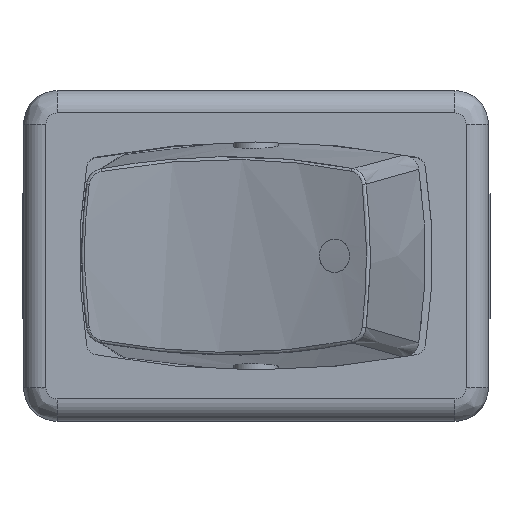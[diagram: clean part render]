
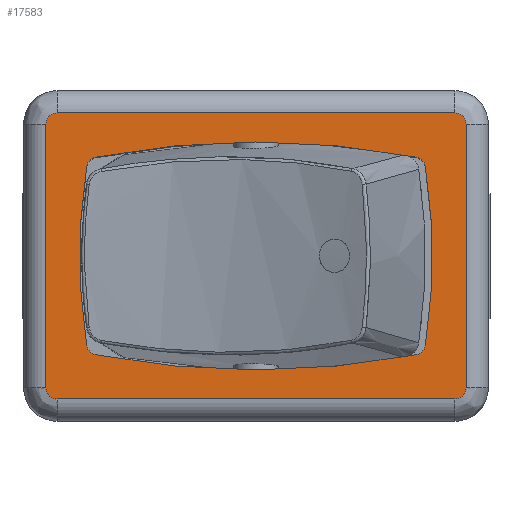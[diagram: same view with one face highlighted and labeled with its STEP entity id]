
A CAD part, top view. The second image highlights one B-rep face of the part: STEP entity #17583.
In plain terms, the highlighted planar face has unit normal (0, 0, 1).
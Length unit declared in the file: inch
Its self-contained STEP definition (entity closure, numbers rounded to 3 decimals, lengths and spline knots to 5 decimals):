
#124=CIRCLE('',#18236,1.50394);
#126=CIRCLE('',#18239,0.01969);
#128=CIRCLE('',#18242,0.98425);
#130=CIRCLE('',#18245,0.01969);
#132=CIRCLE('',#18248,1.50394);
#134=CIRCLE('',#18251,0.01969);
#136=CIRCLE('',#18254,0.98425);
#138=CIRCLE('',#18257,0.01969);
#142=CIRCLE('',#18263,0.01969);
#146=CIRCLE('',#18267,0.01969);
#150=CIRCLE('',#18273,0.01969);
#154=CIRCLE('',#18277,0.01969);
#271=FACE_BOUND('',#2959,.T.);
#1985=FACE_OUTER_BOUND('',#2958,.T.);
#2958=EDGE_LOOP('',(#14857,#14858,#14859,#14860,#14861,#14862,#14863,#14864));
#2959=EDGE_LOOP('',(#14865,#14866,#14867,#14868,#14869,#14870,#14871,#14872));
#4608=LINE('',#29612,#6305);
#4610=LINE('',#29648,#6307);
#4613=LINE('',#29655,#6310);
#4615=LINE('',#29686,#6312);
#6305=VECTOR('',#21086,0.3937);
#6307=VECTOR('',#21106,0.3937);
#6310=VECTOR('',#21113,0.3937);
#6312=VECTOR('',#21129,0.3937);
#7888=VERTEX_POINT('',#29562);
#7889=VERTEX_POINT('',#29564);
#7891=VERTEX_POINT('',#29570);
#7893=VERTEX_POINT('',#29576);
#7895=VERTEX_POINT('',#29582);
#7897=VERTEX_POINT('',#29588);
#7899=VERTEX_POINT('',#29594);
#7901=VERTEX_POINT('',#29600);
#7903=VERTEX_POINT('',#29609);
#7904=VERTEX_POINT('',#29611);
#7907=VERTEX_POINT('',#29626);
#7908=VERTEX_POINT('',#29639);
#7911=VERTEX_POINT('',#29646);
#7912=VERTEX_POINT('',#29651);
#7915=VERTEX_POINT('',#29666);
#7916=VERTEX_POINT('',#29679);
#10212=EDGE_CURVE('',#7889,#7888,#124,.T.);
#10215=EDGE_CURVE('',#7891,#7889,#126,.T.);
#10218=EDGE_CURVE('',#7893,#7891,#128,.T.);
#10221=EDGE_CURVE('',#7895,#7893,#130,.T.);
#10224=EDGE_CURVE('',#7897,#7895,#132,.T.);
#10227=EDGE_CURVE('',#7899,#7897,#134,.T.);
#10230=EDGE_CURVE('',#7901,#7899,#136,.T.);
#10233=EDGE_CURVE('',#7888,#7901,#138,.T.);
#10235=EDGE_CURVE('',#7903,#7904,#4608,.T.);
#10239=EDGE_CURVE('',#7907,#7903,#142,.T.);
#10243=EDGE_CURVE('',#7904,#7908,#146,.T.);
#10245=EDGE_CURVE('',#7911,#7907,#4610,.T.);
#10249=EDGE_CURVE('',#7908,#7912,#4613,.T.);
#10251=EDGE_CURVE('',#7915,#7911,#150,.T.);
#10255=EDGE_CURVE('',#7912,#7916,#154,.T.);
#10257=EDGE_CURVE('',#7916,#7915,#4615,.T.);
#14857=ORIENTED_EDGE('',*,*,#10235,.F.);
#14858=ORIENTED_EDGE('',*,*,#10239,.F.);
#14859=ORIENTED_EDGE('',*,*,#10245,.F.);
#14860=ORIENTED_EDGE('',*,*,#10251,.F.);
#14861=ORIENTED_EDGE('',*,*,#10257,.F.);
#14862=ORIENTED_EDGE('',*,*,#10255,.F.);
#14863=ORIENTED_EDGE('',*,*,#10249,.F.);
#14864=ORIENTED_EDGE('',*,*,#10243,.F.);
#14865=ORIENTED_EDGE('',*,*,#10212,.T.);
#14866=ORIENTED_EDGE('',*,*,#10233,.T.);
#14867=ORIENTED_EDGE('',*,*,#10230,.T.);
#14868=ORIENTED_EDGE('',*,*,#10227,.T.);
#14869=ORIENTED_EDGE('',*,*,#10224,.T.);
#14870=ORIENTED_EDGE('',*,*,#10221,.T.);
#14871=ORIENTED_EDGE('',*,*,#10218,.T.);
#14872=ORIENTED_EDGE('',*,*,#10215,.T.);
#15822=PLANE('',#18283);
#17583=ADVANCED_FACE('',(#1985,#271),#15822,.T.);
#18236=AXIS2_PLACEMENT_3D('',#29565,#21029,#21030);
#18239=AXIS2_PLACEMENT_3D('',#29571,#21036,#21037);
#18242=AXIS2_PLACEMENT_3D('',#29577,#21043,#21044);
#18245=AXIS2_PLACEMENT_3D('',#29583,#21050,#21051);
#18248=AXIS2_PLACEMENT_3D('',#29589,#21057,#21058);
#18251=AXIS2_PLACEMENT_3D('',#29595,#21064,#21065);
#18254=AXIS2_PLACEMENT_3D('',#29601,#21071,#21072);
#18257=AXIS2_PLACEMENT_3D('',#29605,#21078,#21079);
#18263=AXIS2_PLACEMENT_3D('',#29628,#21092,#21093);
#18267=AXIS2_PLACEMENT_3D('',#29643,#21100,#21101);
#18273=AXIS2_PLACEMENT_3D('',#29668,#21116,#21117);
#18277=AXIS2_PLACEMENT_3D('',#29683,#21124,#21125);
#18283=AXIS2_PLACEMENT_3D('',#29696,#21143,#21144);
#21029=DIRECTION('center_axis',(0.,0.,
-1.));
#21030=DIRECTION('ref_axis',(-0.188,-0.982,0.));
#21036=DIRECTION('center_axis',(0.,0.,
-1.));
#21037=DIRECTION('ref_axis',(0.188,-0.982,0.));
#21043=DIRECTION('center_axis',(0.,0.,
-1.));
#21044=DIRECTION('ref_axis',(0.987,-0.16,0.));
#21050=DIRECTION('center_axis',(0.,0.,
-1.));
#21051=DIRECTION('ref_axis',(0.987,0.16,0.));
#21057=DIRECTION('center_axis',(0.,0.,
-1.));
#21058=DIRECTION('ref_axis',(0.188,0.982,0.));
#21064=DIRECTION('center_axis',(0.,0.,
-1.));
#21065=DIRECTION('ref_axis',(-0.188,0.982,0.));
#21071=DIRECTION('center_axis',(0.,0.,
-1.));
#21072=DIRECTION('ref_axis',(-0.987,0.16,0.));
#21078=DIRECTION('center_axis',(0.,0.,
-1.));
#21079=DIRECTION('ref_axis',(-0.987,-0.16,0.));
#21086=DIRECTION('',(0.,1.,0.));
#21092=DIRECTION('center_axis',(0.,0.,
-1.));
#21093=DIRECTION('ref_axis',(-0.707,-0.707,0.));
#21100=DIRECTION('center_axis',(0.,0.,
-1.));
#21101=DIRECTION('ref_axis',(-0.707,0.707,0.));
#21106=DIRECTION('',(-1.,0.,0.));
#21113=DIRECTION('',(1.,0.,0.));
#21116=DIRECTION('center_axis',(0.,0.,
-1.));
#21117=DIRECTION('ref_axis',(0.707,-0.707,0.));
#21124=DIRECTION('center_axis',(0.,0.,
-1.));
#21125=DIRECTION('ref_axis',(0.707,0.707,0.));
#21129=DIRECTION('',(0.,-1.,0.));
#21143=DIRECTION('center_axis',(0.,0.,
1.));
#21144=DIRECTION('ref_axis',(1.,0.,0.));
#29562=CARTESIAN_POINT('',(0.28256,0.17401,0.62992));
#29564=CARTESIAN_POINT('',(-0.28256,0.17401,0.62992));
#29565=CARTESIAN_POINT('Origin',(0.,-1.30315,
0.62992));
#29570=CARTESIAN_POINT('',(-0.29829,0.15783,0.62992));
#29571=CARTESIAN_POINT('Origin',(-0.27886,0.15467,0.62992));
#29576=CARTESIAN_POINT('',(-0.29829,-0.15783,0.62992));
#29577=CARTESIAN_POINT('Origin',(0.67323,0.,
0.62992));
#29582=CARTESIAN_POINT('',(-0.28256,-0.17401,0.62992));
#29583=CARTESIAN_POINT('Origin',(-0.27886,-0.15467,0.62992));
#29588=CARTESIAN_POINT('',(0.28256,-0.17401,0.62992));
#29589=CARTESIAN_POINT('Origin',(0.,1.30315,
0.62992));
#29594=CARTESIAN_POINT('',(0.29829,-0.15783,0.62992));
#29595=CARTESIAN_POINT('Origin',(0.27886,-0.15467,0.62992));
#29600=CARTESIAN_POINT('',(0.29829,0.15783,0.62992));
#29601=CARTESIAN_POINT('Origin',(-0.67323,0.,
0.62992));
#29605=CARTESIAN_POINT('Origin',(0.27886,0.15467,0.62992));
#29609=CARTESIAN_POINT('',(-0.37008,-0.23228,0.62992));
#29611=CARTESIAN_POINT('',(-0.37008,0.23228,0.62992));
#29612=CARTESIAN_POINT('',(-0.37008,-0.11614,0.62992));
#29626=CARTESIAN_POINT('',(-0.35039,-0.25197,0.62992));
#29628=CARTESIAN_POINT('Origin',(-0.35039,-0.23228,
0.62992));
#29639=CARTESIAN_POINT('',(-0.35039,0.25197,0.62992));
#29643=CARTESIAN_POINT('Origin',(-0.35039,0.23228,0.62992));
#29646=CARTESIAN_POINT('',(0.35039,-0.25197,0.62992));
#29648=CARTESIAN_POINT('',(0.1752,-0.25197,0.62992));
#29651=CARTESIAN_POINT('',(0.35039,0.25197,0.62992));
#29655=CARTESIAN_POINT('',(-0.1752,0.25197,0.62992));
#29666=CARTESIAN_POINT('',(0.37008,-0.23228,0.62992));
#29668=CARTESIAN_POINT('Origin',(0.35039,-0.23228,0.62992));
#29679=CARTESIAN_POINT('',(0.37008,0.23228,0.62992));
#29683=CARTESIAN_POINT('Origin',(0.35039,0.23228,0.62992));
#29686=CARTESIAN_POINT('',(0.37008,0.11614,0.62992));
#29696=CARTESIAN_POINT('Origin',(0.,0.,
0.62992));
